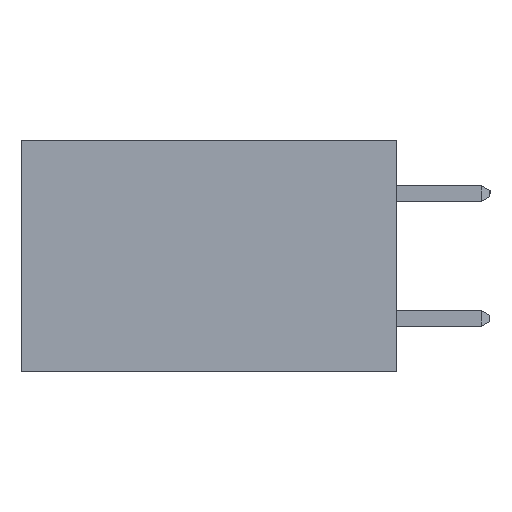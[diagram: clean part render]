
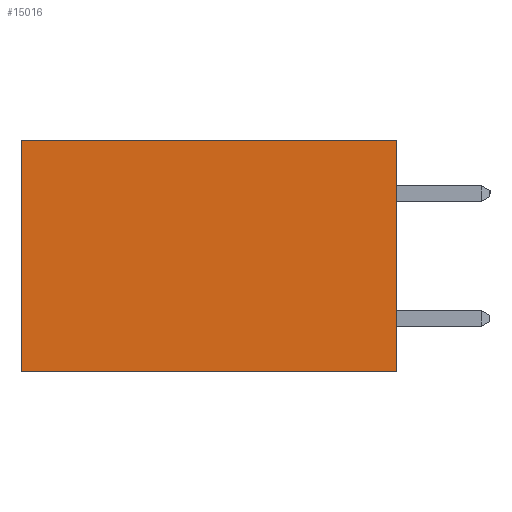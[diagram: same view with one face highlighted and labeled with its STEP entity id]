
A CAD part, left-side view. The second image highlights one B-rep face of the part: STEP entity #15016.
In plain terms, the highlighted planar face has unit normal (-1, 0, 0).
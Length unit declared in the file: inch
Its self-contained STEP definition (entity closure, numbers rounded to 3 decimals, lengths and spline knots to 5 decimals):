
#767 = VECTOR ( 'NONE', #9214, 39.37008 ) ;
#1092 = CARTESIAN_POINT ( 'NONE',  ( 0.2615, 0., -0.37 ) ) ;
#1095 = VERTEX_POINT ( 'NONE', #8170 ) ;
#1322 = VECTOR ( 'NONE', #19126, 39.37008 ) ;
#1888 = AXIS2_PLACEMENT_3D ( 'NONE', #5673, #5368, #13127 ) ;
#1909 = EDGE_CURVE ( 'NONE', #1095, #2961, #15663, .T. ) ;
#2089 = EDGE_CURVE ( 'NONE', #1095, #15306, #3332, .T. ) ;
#2961 = VERTEX_POINT ( 'NONE', #4507 ) ;
#3225 = DIRECTION ( 'NONE',  ( 0., 1., 0. ) ) ;
#3332 = LINE ( 'NONE', #11285, #1322 ) ;
#3398 = VERTEX_POINT ( 'NONE', #10609 ) ;
#4507 = CARTESIAN_POINT ( 'NONE',  ( 0.2615, 0.6, 0. ) ) ;
#4771 = ORIENTED_EDGE ( 'NONE', *, *, #7006, .F. ) ;
#5368 = DIRECTION ( 'NONE',  ( 1., 0., 0. ) ) ;
#5566 = FACE_OUTER_BOUND ( 'NONE', #17594, .T. ) ;
#5673 = CARTESIAN_POINT ( 'NONE',  ( 0.2615, 0., -0.37 ) ) ;
#7006 = EDGE_CURVE ( 'NONE', #15306, #3398, #13799, .T. ) ;
#7339 = EDGE_CURVE ( 'NONE', #2961, #3398, #16640, .T. ) ;
#7572 = ORIENTED_EDGE ( 'NONE', *, *, #7339, .T. ) ;
#8170 = CARTESIAN_POINT ( 'NONE',  ( 0.2615, 0., 0. ) ) ;
#8724 = PLANE ( 'NONE',  #1888 ) ;
#9066 = CARTESIAN_POINT ( 'NONE',  ( 0.2615, 0., -0.37 ) ) ;
#9214 = DIRECTION ( 'NONE',  ( 0., 1., 0. ) ) ;
#9826 = ORIENTED_EDGE ( 'NONE', *, *, #1909, .T. ) ;
#10609 = CARTESIAN_POINT ( 'NONE',  ( 0.2615, 0.6, -0.37 ) ) ;
#10682 = CARTESIAN_POINT ( 'NONE',  ( 0.2615, 0., 0. ) ) ;
#11285 = CARTESIAN_POINT ( 'NONE',  ( 0.2615, 0., -0.37 ) ) ;
#11859 = CARTESIAN_POINT ( 'NONE',  ( 0.2615, 0.6, -0.37 ) ) ;
#13127 = DIRECTION ( 'NONE',  ( 0., 0., -1. ) ) ;
#13686 = VECTOR ( 'NONE', #3225, 39.37008 ) ;
#13799 = LINE ( 'NONE', #1092, #767 ) ;
#15016 = ADVANCED_FACE ( 'NONE', ( #5566 ), #8724, .F. ) ;
#15306 = VERTEX_POINT ( 'NONE', #9066 ) ;
#15663 = LINE ( 'NONE', #10682, #13686 ) ;
#16058 = VECTOR ( 'NONE', #16540, 39.37008 ) ;
#16540 = DIRECTION ( 'NONE',  ( 0., 0., -1. ) ) ;
#16640 = LINE ( 'NONE', #11859, #16058 ) ;
#17594 = EDGE_LOOP ( 'NONE', ( #7572, #4771, #18682, #9826 ) ) ;
#18682 = ORIENTED_EDGE ( 'NONE', *, *, #2089, .F. ) ;
#19126 = DIRECTION ( 'NONE',  ( 0., 0., -1. ) ) ;
